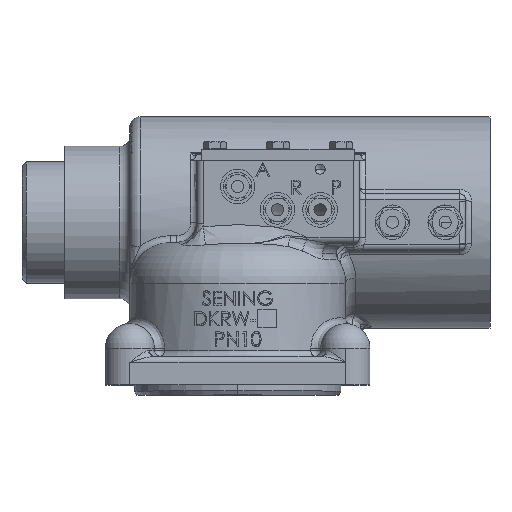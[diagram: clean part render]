
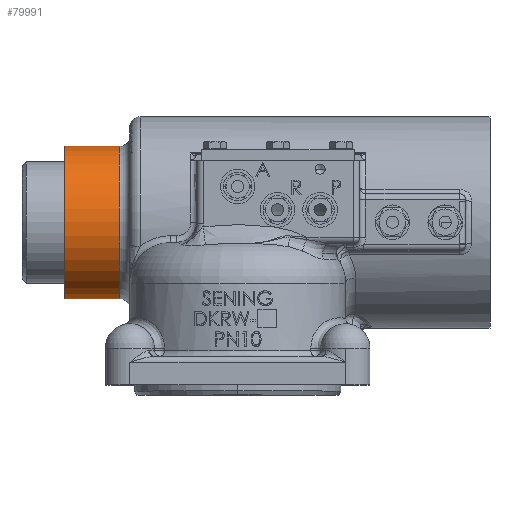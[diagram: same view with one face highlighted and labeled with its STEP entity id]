
A CAD part, top view. The second image highlights one B-rep face of the part: STEP entity #79991.
In plain terms, the highlighted cylindrical face has radius 37.5 mm (diameter 75 mm), a partial arc.
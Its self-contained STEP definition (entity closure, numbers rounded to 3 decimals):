
#14449 = CARTESIAN_POINT ( 'NONE',  ( -182., 0., 0. ) ) ;
#14522 = DIRECTION ( 'NONE',  ( -1., 0., 0. ) ) ;
#14529 = DIRECTION ( 'NONE',  ( 0., -1., 0. ) ) ;
#14653 = CARTESIAN_POINT ( 'NONE',  ( -209., 0., 0. ) ) ;
#14682 = DIRECTION ( 'NONE',  ( 0., -1., 0. ) ) ;
#14748 = CARTESIAN_POINT ( 'NONE',  ( 20.373, 37.5, 0. ) ) ;
#14784 = DIRECTION ( 'NONE',  ( 1., 0., 0. ) ) ;
#14794 = DIRECTION ( 'NONE',  ( 1., 0., 0. ) ) ;
#19645 = DIRECTION ( 'NONE',  ( 1., 0., 0. ) ) ;
#19646 = CARTESIAN_POINT ( 'NONE',  ( 20.373, -37.5, 0. ) ) ;
#24037 = EDGE_LOOP ( 'NONE', ( #30219, #29815, #29816, #30235 ) ) ;
#24662 = EDGE_CURVE ( 'NONE', #59856, #59862, #52043, .T. ) ;
#24672 = EDGE_CURVE ( 'NONE', #60380, #59716, #50210, .T. ) ;
#24673 = EDGE_CURVE ( 'NONE', #60380, #59862, #52055, .T. ) ;
#26278 = FACE_OUTER_BOUND ( 'NONE', #24037, .T. ) ;
#26293 = CYLINDRICAL_SURFACE ( 'NONE', #87150, 37.5 ) ;
#29815 = ORIENTED_EDGE ( 'NONE', *, *, #56725, .T. ) ;
#29816 = ORIENTED_EDGE ( 'NONE', *, *, #24662, .T. ) ;
#30219 = ORIENTED_EDGE ( 'NONE', *, *, #24672, .T. ) ;
#30235 = ORIENTED_EDGE ( 'NONE', *, *, #24673, .F. ) ;
#46006 = DIRECTION ( 'NONE',  ( 0., 1., 0. ) ) ;
#46113 = CARTESIAN_POINT ( 'NONE',  ( 20.373, 0., 0. ) ) ;
#46170 = DIRECTION ( 'NONE',  ( 1., 0., 0. ) ) ;
#47661 = VECTOR ( 'NONE', #19645, 1000. ) ;
#47870 = LINE ( 'NONE', #19646, #47661 ) ;
#50210 = CIRCLE ( 'NONE', #90185, 37.5 ) ;
#52000 = VECTOR ( 'NONE', #14784, 1000. ) ;
#52043 = CIRCLE ( 'NONE', #90179, 37.5 ) ;
#52055 = LINE ( 'NONE', #14748, #52000 ) ;
#56725 = EDGE_CURVE ( 'NONE', #59716, #59856, #47870, .T. ) ;
#59716 = VERTEX_POINT ( 'NONE', #85230 ) ;
#59856 = VERTEX_POINT ( 'NONE', #84988 ) ;
#59862 = VERTEX_POINT ( 'NONE', #84982 ) ;
#60380 = VERTEX_POINT ( 'NONE', #70314 ) ;
#70314 = CARTESIAN_POINT ( 'NONE',  ( -209., 37.5, 0. ) ) ;
#79991 = ADVANCED_FACE ( 'NONE', ( #26278 ), #26293, .T. ) ;
#84982 = CARTESIAN_POINT ( 'NONE',  ( -182., 37.5, 0. ) ) ;
#84988 = CARTESIAN_POINT ( 'NONE',  ( -182., -37.5, 0. ) ) ;
#85230 = CARTESIAN_POINT ( 'NONE',  ( -209., -37.5, 0. ) ) ;
#87150 = AXIS2_PLACEMENT_3D ( 'NONE', #46113, #46170, #46006 ) ;
#90179 = AXIS2_PLACEMENT_3D ( 'NONE', #14449, #14522, #14529 ) ;
#90185 = AXIS2_PLACEMENT_3D ( 'NONE', #14653, #14794, #14682 ) ;
